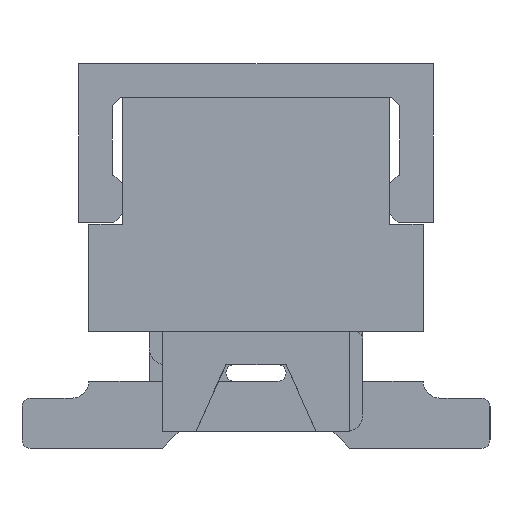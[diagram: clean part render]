
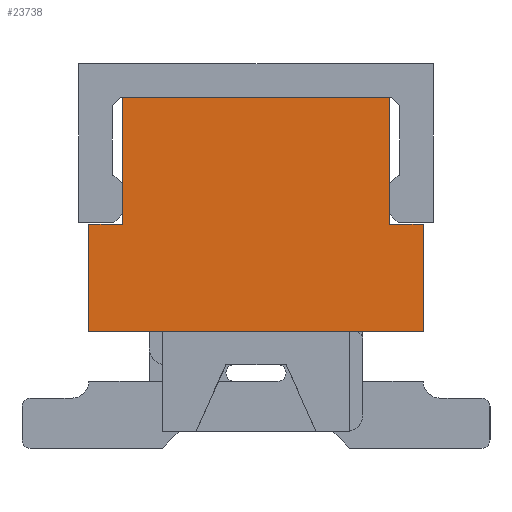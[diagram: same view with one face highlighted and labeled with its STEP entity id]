
A CAD part, left-side view. The second image highlights one B-rep face of the part: STEP entity #23738.
In plain terms, the highlighted face is planar.
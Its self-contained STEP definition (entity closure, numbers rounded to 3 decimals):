
#798=PLANE('',#25571);
#7131=ORIENTED_EDGE('',*,*,#11456,.F.);
#7132=ORIENTED_EDGE('',*,*,#11460,.F.);
#7133=ORIENTED_EDGE('',*,*,#11463,.T.);
#7134=ORIENTED_EDGE('',*,*,#11451,.T.);
#7135=ORIENTED_EDGE('',*,*,#11446,.F.);
#7136=ORIENTED_EDGE('',*,*,#11383,.T.);
#7137=ORIENTED_EDGE('',*,*,#11401,.F.);
#7138=ORIENTED_EDGE('',*,*,#11389,.F.);
#11383=EDGE_CURVE('',#13911,#13910,#16636,.T.);
#11389=EDGE_CURVE('',#13916,#13912,#16642,.T.);
#11401=EDGE_CURVE('',#13912,#13910,#16654,.T.);
#11446=EDGE_CURVE('',#13911,#13937,#16699,.T.);
#11451=EDGE_CURVE('',#13938,#13937,#16704,.T.);
#11456=EDGE_CURVE('',#13940,#13916,#16709,.T.);
#11460=EDGE_CURVE('',#13942,#13940,#16713,.T.);
#11463=EDGE_CURVE('',#13942,#13938,#16716,.T.);
#13910=VERTEX_POINT('',#38119);
#13911=VERTEX_POINT('',#38121);
#13912=VERTEX_POINT('',#38125);
#13916=VERTEX_POINT('',#38132);
#13937=VERTEX_POINT('',#38238);
#13938=VERTEX_POINT('',#38247);
#13940=VERTEX_POINT('',#38255);
#13942=VERTEX_POINT('',#38263);
#16636=LINE('',#38120,#19583);
#16642=LINE('',#38133,#19589);
#16654=LINE('',#38152,#19601);
#16699=LINE('',#38237,#19646);
#16704=LINE('',#38246,#19651);
#16709=LINE('',#38256,#19656);
#16713=LINE('',#38264,#19660);
#16716=LINE('',#38269,#19663);
#19583=VECTOR('',#31229,1000.);
#19589=VECTOR('',#31237,1000.);
#19601=VECTOR('',#31255,1000.);
#19646=VECTOR('',#31348,1000.);
#19651=VECTOR('',#31359,1000.);
#19656=VECTOR('',#31368,1000.);
#19660=VECTOR('',#31376,1000.);
#19663=VECTOR('',#31383,1000.);
#21056=EDGE_LOOP('',(#7131,#7132,#7133,#7134,#7135,#7136,#7137,#7138));
#22269=FACE_BOUND('',#21056,.T.);
#23738=ADVANCED_FACE('',(#22269),#798,.T.);
#25571=AXIS2_PLACEMENT_3D('',#38268,#31381,#31382);
#31229=DIRECTION('',(0.,0.,1.));
#31237=DIRECTION('',(0.,0.,1.));
#31255=DIRECTION('',(0.,1.,0.));
#31348=DIRECTION('',(0.,1.,0.));
#31359=DIRECTION('',(0.,0.,1.));
#31368=DIRECTION('',(0.,1.,0.));
#31376=DIRECTION('',(0.,0.,1.));
#31381=DIRECTION('',(1.,0.,0.));
#31382=DIRECTION('',(0.,0.,-1.));
#31383=DIRECTION('',(0.,1.,0.));
#38119=CARTESIAN_POINT('',(11.19,2.,2.5));
#38120=CARTESIAN_POINT('',(11.19,2.,0.6));
#38121=CARTESIAN_POINT('',(11.19,2.,0.6));
#38125=CARTESIAN_POINT('',(11.19,-2.,2.5));
#38132=CARTESIAN_POINT('',(11.19,-2.,0.6));
#38133=CARTESIAN_POINT('',(11.19,-2.,0.6));
#38152=CARTESIAN_POINT('',(11.19,-2.,2.5));
#38237=CARTESIAN_POINT('',(11.19,-2.5,0.6));
#38238=CARTESIAN_POINT('',(11.19,2.5,0.6));
#38246=CARTESIAN_POINT('',(11.19,2.5,-1.));
#38247=CARTESIAN_POINT('',(11.19,2.5,-1.));
#38255=CARTESIAN_POINT('',(11.19,-2.5,0.6));
#38256=CARTESIAN_POINT('',(11.19,-2.5,0.6));
#38263=CARTESIAN_POINT('',(11.19,-2.5,-1.));
#38264=CARTESIAN_POINT('',(11.19,-2.5,-1.));
#38268=CARTESIAN_POINT('',(11.19,-2.5,-1.));
#38269=CARTESIAN_POINT('',(11.19,-2.5,-1.));
